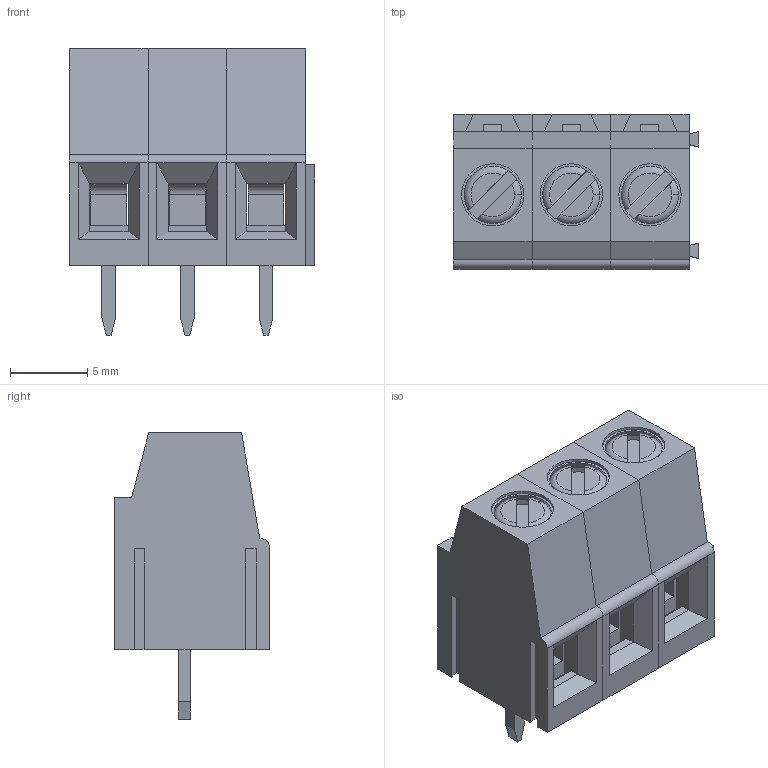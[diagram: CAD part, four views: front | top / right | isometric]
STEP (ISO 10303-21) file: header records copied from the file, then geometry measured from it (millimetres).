
FILE_DESCRIPTION (( 'STEP AP214' ), '1' );
FILE_NAME ('錨璃1222.STEP', '2024-07-17T02:04:29', ( '' ), ( '' ), 'SwSTEP 2.0', 'SolidWorks 2021', '' );
FILE_SCHEMA (( 'AUTOMOTIVE_DESIGN' ));
Length unit declared in the file: millimetre
Products named in the file (1): 錨璃1222
Bounding box: 15.84 x 10 x 18.5 mm (x, y, z)
Volume: 1279.2 mm3; surface area: 3474.4 mm2
Topology: 12 solids, 12 shells, 677 faces, 1815 edges, 1181 vertices
Faces by surface type: plane 483, bspline 98, cylinder 57, torus 21, cone 18
Entity records: 29017 total; most frequent: CARTESIAN_POINT 5040, ORIENTED_EDGE 3630, DIRECTION 2931, EDGE_CURVE 1815, LINE 1435, VECTOR 1435, VERTEX_POINT 1181, AXIS2_PLACEMENT_3D 748
